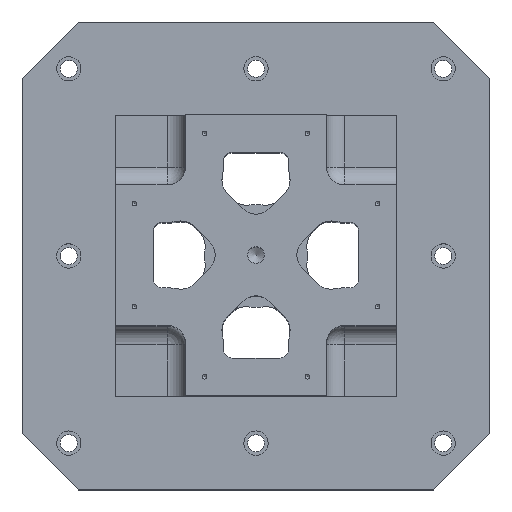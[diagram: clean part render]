
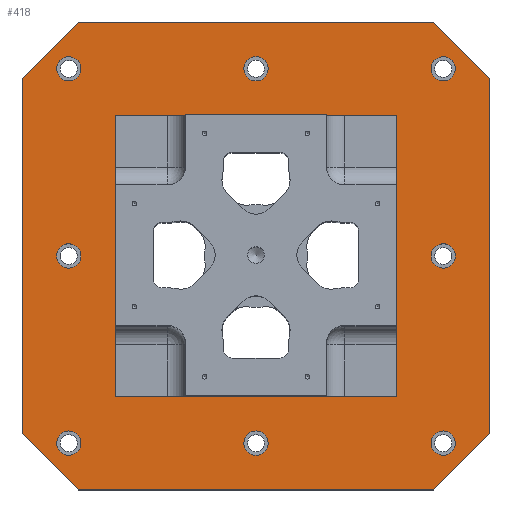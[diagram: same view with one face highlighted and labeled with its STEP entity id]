
A CAD part, top view. The second image highlights one B-rep face of the part: STEP entity #418.
In plain terms, the highlighted planar face has unit normal (0, 0, 1).
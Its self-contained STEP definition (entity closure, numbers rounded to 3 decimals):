
#418 = ADVANCED_FACE( '', ( #1418, #1419, #1420, #1421, #1422, #1423, #1424, #1425, #1426, #1427 ), #1428, .T. );
#1418 = FACE_BOUND( '', #2609, .T. );
#1419 = FACE_BOUND( '', #2610, .T. );
#1420 = FACE_BOUND( '', #2611, .T. );
#1421 = FACE_BOUND( '', #2612, .T. );
#1422 = FACE_BOUND( '', #2613, .T. );
#1423 = FACE_BOUND( '', #2614, .T. );
#1424 = FACE_BOUND( '', #2615, .T. );
#1425 = FACE_BOUND( '', #2616, .T. );
#1426 = FACE_OUTER_BOUND( '', #2617, .T. );
#1427 = FACE_BOUND( '', #2618, .T. );
#1428 = PLANE( '', #2619 );
#2609 = EDGE_LOOP( '', ( #4975 ) );
#2610 = EDGE_LOOP( '', ( #4976 ) );
#2611 = EDGE_LOOP( '', ( #4977 ) );
#2612 = EDGE_LOOP( '', ( #4978 ) );
#2613 = EDGE_LOOP( '', ( #4979 ) );
#2614 = EDGE_LOOP( '', ( #4980 ) );
#2615 = EDGE_LOOP( '', ( #4981 ) );
#2616 = EDGE_LOOP( '', ( #4982 ) );
#2617 = EDGE_LOOP( '', ( #4983, #4984, #4985, #4986, #4987, #4988, #4989, #4990 ) );
#2618 = EDGE_LOOP( '', ( #4991, #4992, #4993, #4994 ) );
#2619 = AXIS2_PLACEMENT_3D( '', #4995, #4996, #4997 );
#4975 = ORIENTED_EDGE( '', *, *, #5761, .T. );
#4976 = ORIENTED_EDGE( '', *, *, #5758, .T. );
#4977 = ORIENTED_EDGE( '', *, *, #5755, .T. );
#4978 = ORIENTED_EDGE( '', *, *, #5752, .T. );
#4979 = ORIENTED_EDGE( '', *, *, #5749, .T. );
#4980 = ORIENTED_EDGE( '', *, *, #5746, .T. );
#4981 = ORIENTED_EDGE( '', *, *, #5743, .T. );
#4982 = ORIENTED_EDGE( '', *, *, #5740, .T. );
#4983 = ORIENTED_EDGE( '', *, *, #6118, .T. );
#4984 = ORIENTED_EDGE( '', *, *, #5600, .T. );
#4985 = ORIENTED_EDGE( '', *, *, #6119, .T. );
#4986 = ORIENTED_EDGE( '', *, *, #5382, .T. );
#4987 = ORIENTED_EDGE( '', *, *, #6120, .T. );
#4988 = ORIENTED_EDGE( '', *, *, #5606, .T. );
#4989 = ORIENTED_EDGE( '', *, *, #6121, .T. );
#4990 = ORIENTED_EDGE( '', *, *, #5603, .T. );
#4991 = ORIENTED_EDGE( '', *, *, #6122, .F. );
#4992 = ORIENTED_EDGE( '', *, *, #6123, .F. );
#4993 = ORIENTED_EDGE( '', *, *, #6124, .F. );
#4994 = ORIENTED_EDGE( '', *, *, #6125, .F. );
#4995 = CARTESIAN_POINT( '', ( -250., -250., 50. ) );
#4996 = DIRECTION( '', ( 0., 0., 1. ) );
#4997 = DIRECTION( '', ( 1., 0., 0. ) );
#5382 = EDGE_CURVE( '', #6146, #6147, #6148, .F. );
#5600 = EDGE_CURVE( '', #6528, #6529, #6530, .F. );
#5603 = EDGE_CURVE( '', #6533, #6534, #6535, .F. );
#5606 = EDGE_CURVE( '', #6538, #6539, #6540, .F. );
#5740 = EDGE_CURVE( '', #6766, #6766, #6767, .T. );
#5743 = EDGE_CURVE( '', #6772, #6772, #6773, .T. );
#5746 = EDGE_CURVE( '', #6778, #6778, #6779, .T. );
#5749 = EDGE_CURVE( '', #6784, #6784, #6785, .T. );
#5752 = EDGE_CURVE( '', #6790, #6790, #6791, .T. );
#5755 = EDGE_CURVE( '', #6796, #6796, #6797, .T. );
#5758 = EDGE_CURVE( '', #6802, #6802, #6803, .T. );
#5761 = EDGE_CURVE( '', #6808, #6808, #6809, .T. );
#6118 = EDGE_CURVE( '', #6534, #6528, #7322, .T. );
#6119 = EDGE_CURVE( '', #6529, #6146, #7323, .T. );
#6120 = EDGE_CURVE( '', #6147, #6538, #7324, .T. );
#6121 = EDGE_CURVE( '', #6539, #6533, #7325, .T. );
#6122 = EDGE_CURVE( '', #7326, #7327, #7328, .T. );
#6123 = EDGE_CURVE( '', #7329, #7326, #7330, .T. );
#6124 = EDGE_CURVE( '', #7331, #7329, #7332, .T. );
#6125 = EDGE_CURVE( '', #7327, #7331, #7333, .T. );
#6146 = VERTEX_POINT( '', #7362 );
#6147 = VERTEX_POINT( '', #7363 );
#6148 = LINE( '', #7364, #7365 );
#6528 = VERTEX_POINT( '', #8112 );
#6529 = VERTEX_POINT( '', #8113 );
#6530 = LINE( '', #8114, #8115 );
#6533 = VERTEX_POINT( '', #8120 );
#6534 = VERTEX_POINT( '', #8121 );
#6535 = LINE( '', #8122, #8123 );
#6538 = VERTEX_POINT( '', #8128 );
#6539 = VERTEX_POINT( '', #8129 );
#6540 = LINE( '', #8130, #8131 );
#6766 = VERTEX_POINT( '', #8658 );
#6767 = CIRCLE( '', #8659, 13. );
#6772 = VERTEX_POINT( '', #8664 );
#6773 = CIRCLE( '', #8665, 13. );
#6778 = VERTEX_POINT( '', #8670 );
#6779 = CIRCLE( '', #8671, 13. );
#6784 = VERTEX_POINT( '', #8676 );
#6785 = CIRCLE( '', #8677, 13. );
#6790 = VERTEX_POINT( '', #8682 );
#6791 = CIRCLE( '', #8683, 13. );
#6796 = VERTEX_POINT( '', #8688 );
#6797 = CIRCLE( '', #8689, 13. );
#6802 = VERTEX_POINT( '', #8694 );
#6803 = CIRCLE( '', #8695, 13. );
#6808 = VERTEX_POINT( '', #8700 );
#6809 = CIRCLE( '', #8701, 13. );
#7322 = LINE( '', #9238, #9239 );
#7323 = LINE( '', #9240, #9241 );
#7324 = LINE( '', #9242, #9243 );
#7325 = LINE( '', #9244, #9245 );
#7326 = VERTEX_POINT( '', #9246 );
#7327 = VERTEX_POINT( '', #9247 );
#7328 = LINE( '', #9248, #9249 );
#7329 = VERTEX_POINT( '', #9250 );
#7330 = LINE( '', #9251, #9252 );
#7331 = VERTEX_POINT( '', #9253 );
#7332 = LINE( '', #9254, #9255 );
#7333 = LINE( '', #9256, #9257 );
#7362 = CARTESIAN_POINT( '', ( -250., -190., 50. ) );
#7363 = CARTESIAN_POINT( '', ( -190., -250., 50. ) );
#7364 = CARTESIAN_POINT( '', ( -220., -220., 50. ) );
#7365 = VECTOR( '', #9285, 1000. );
#8112 = CARTESIAN_POINT( '', ( -190., 250., 50. ) );
#8113 = CARTESIAN_POINT( '', ( -250., 190., 50. ) );
#8114 = CARTESIAN_POINT( '', ( -470., -30., 50. ) );
#8115 = VECTOR( '', #9665, 1000. );
#8120 = CARTESIAN_POINT( '', ( 250., 190., 50. ) );
#8121 = CARTESIAN_POINT( '', ( 190., 250., 50. ) );
#8122 = CARTESIAN_POINT( '', ( 220., 220., 50. ) );
#8123 = VECTOR( '', #9668, 1000. );
#8128 = CARTESIAN_POINT( '', ( 190., -250., 50. ) );
#8129 = CARTESIAN_POINT( '', ( 250., -190., 50. ) );
#8130 = CARTESIAN_POINT( '', ( -30., -470., 50. ) );
#8131 = VECTOR( '', #9671, 1000. );
#8658 = CARTESIAN_POINT( '', ( -200., -13., 50. ) );
#8659 = AXIS2_PLACEMENT_3D( '', #9906, #9907, #9908 );
#8664 = CARTESIAN_POINT( '', ( 0., 187., 50. ) );
#8665 = AXIS2_PLACEMENT_3D( '', #9915, #9916, #9917 );
#8670 = CARTESIAN_POINT( '', ( 200., 187., 50. ) );
#8671 = AXIS2_PLACEMENT_3D( '', #9924, #9925, #9926 );
#8676 = CARTESIAN_POINT( '', ( 200., -13., 50. ) );
#8677 = AXIS2_PLACEMENT_3D( '', #9933, #9934, #9935 );
#8682 = CARTESIAN_POINT( '', ( 200., -213., 50. ) );
#8683 = AXIS2_PLACEMENT_3D( '', #9942, #9943, #9944 );
#8688 = CARTESIAN_POINT( '', ( 0., -213., 50. ) );
#8689 = AXIS2_PLACEMENT_3D( '', #9951, #9952, #9953 );
#8694 = CARTESIAN_POINT( '', ( -200., 187., 50. ) );
#8695 = AXIS2_PLACEMENT_3D( '', #9960, #9961, #9962 );
#8700 = CARTESIAN_POINT( '', ( -200., -213., 50. ) );
#8701 = AXIS2_PLACEMENT_3D( '', #9969, #9970, #9971 );
#9238 = CARTESIAN_POINT( '', ( 250., 250., 50. ) );
#9239 = VECTOR( '', #10722, 1000. );
#9240 = CARTESIAN_POINT( '', ( -250., 250., 50. ) );
#9241 = VECTOR( '', #10723, 1000. );
#9242 = CARTESIAN_POINT( '', ( -250., -250., 50. ) );
#9243 = VECTOR( '', #10724, 1000. );
#9244 = CARTESIAN_POINT( '', ( 250., -250., 50. ) );
#9245 = VECTOR( '', #10725, 1000. );
#9246 = CARTESIAN_POINT( '', ( -150., -150., 50. ) );
#9247 = CARTESIAN_POINT( '', ( 150., -150., 50. ) );
#9248 = CARTESIAN_POINT( '', ( -150., -150., 50. ) );
#9249 = VECTOR( '', #10726, 1000. );
#9250 = CARTESIAN_POINT( '', ( -150., 150., 50. ) );
#9251 = CARTESIAN_POINT( '', ( -150., 150., 50. ) );
#9252 = VECTOR( '', #10727, 1000. );
#9253 = CARTESIAN_POINT( '', ( 150., 150., 50. ) );
#9254 = CARTESIAN_POINT( '', ( 150., 150., 50. ) );
#9255 = VECTOR( '', #10728, 1000. );
#9256 = CARTESIAN_POINT( '', ( 150., -150., 50. ) );
#9257 = VECTOR( '', #10729, 1000. );
#9285 = DIRECTION( '', ( -0.707, 0.707, 0. ) );
#9665 = DIRECTION( '', ( 0.707, 0.707, 0. ) );
#9668 = DIRECTION( '', ( 0.707, -0.707, 0. ) );
#9671 = DIRECTION( '', ( -0.707, -0.707, 0. ) );
#9906 = CARTESIAN_POINT( '', ( -200., 0., 50. ) );
#9907 = DIRECTION( '', ( 0., 0., -1. ) );
#9908 = DIRECTION( '', ( 0., -1., 0. ) );
#9915 = CARTESIAN_POINT( '', ( 0., 200., 50. ) );
#9916 = DIRECTION( '', ( 0., 0., -1. ) );
#9917 = DIRECTION( '', ( 0., -1., 0. ) );
#9924 = CARTESIAN_POINT( '', ( 200., 200., 50. ) );
#9925 = DIRECTION( '', ( 0., 0., -1. ) );
#9926 = DIRECTION( '', ( 0., -1., 0. ) );
#9933 = CARTESIAN_POINT( '', ( 200., 0., 50. ) );
#9934 = DIRECTION( '', ( 0., 0., -1. ) );
#9935 = DIRECTION( '', ( 0., -1., 0. ) );
#9942 = CARTESIAN_POINT( '', ( 200., -200., 50. ) );
#9943 = DIRECTION( '', ( 0., 0., -1. ) );
#9944 = DIRECTION( '', ( 0., -1., 0. ) );
#9951 = CARTESIAN_POINT( '', ( 0., -200., 50. ) );
#9952 = DIRECTION( '', ( 0., 0., -1. ) );
#9953 = DIRECTION( '', ( 0., -1., 0. ) );
#9960 = CARTESIAN_POINT( '', ( -200., 200., 50. ) );
#9961 = DIRECTION( '', ( 0., 0., -1. ) );
#9962 = DIRECTION( '', ( 0., -1., 0. ) );
#9969 = CARTESIAN_POINT( '', ( -200., -200., 50. ) );
#9970 = DIRECTION( '', ( 0., 0., -1. ) );
#9971 = DIRECTION( '', ( 0., -1., 0. ) );
#10722 = DIRECTION( '', ( -1., 0., 0. ) );
#10723 = DIRECTION( '', ( 0., -1., 0. ) );
#10724 = DIRECTION( '', ( 1., 0., 0. ) );
#10725 = DIRECTION( '', ( 0., 1., 0. ) );
#10726 = DIRECTION( '', ( 1., 0., 0. ) );
#10727 = DIRECTION( '', ( 0., -1., 0. ) );
#10728 = DIRECTION( '', ( -1., 0., 0. ) );
#10729 = DIRECTION( '', ( 0., 1., 0. ) );
